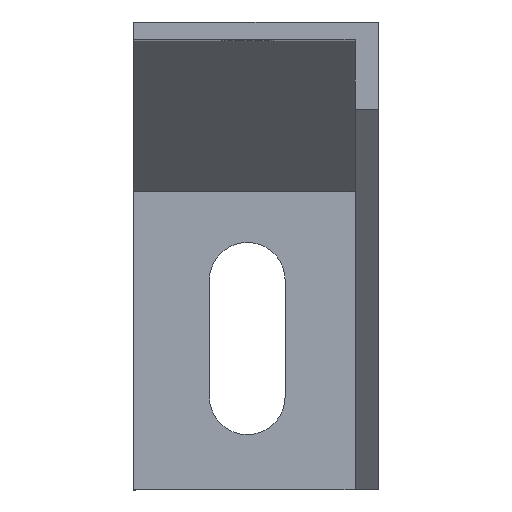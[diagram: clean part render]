
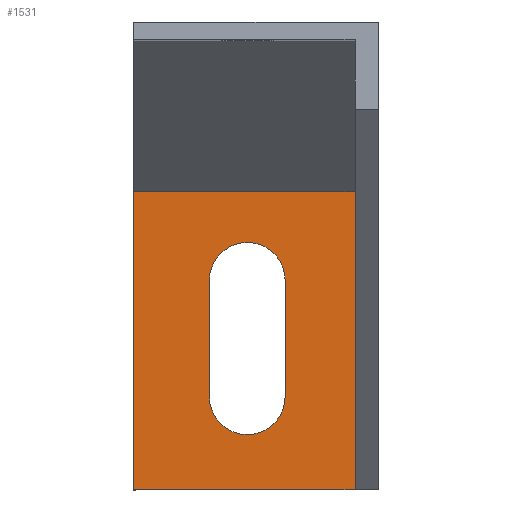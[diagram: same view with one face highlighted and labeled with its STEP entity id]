
A CAD part, top view. The second image highlights one B-rep face of the part: STEP entity #1531.
In plain terms, the highlighted face is planar.
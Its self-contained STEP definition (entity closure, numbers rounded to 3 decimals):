
#813=CIRCLE('',#1466,6.5);
#814=CIRCLE('',#1467,6.5);
#829=ORIENTED_EDGE('',*,*,#1161,.T.);
#830=ORIENTED_EDGE('',*,*,#1162,.T.);
#831=ORIENTED_EDGE('',*,*,#1163,.T.);
#832=ORIENTED_EDGE('',*,*,#1164,.T.);
#833=ORIENTED_EDGE('',*,*,#1165,.F.);
#834=ORIENTED_EDGE('',*,*,#1166,.F.);
#835=ORIENTED_EDGE('',*,*,#1167,.F.);
#836=ORIENTED_EDGE('',*,*,#1168,.F.);
#985=VECTOR('',#1313,1.);
#986=VECTOR('',#1314,1.);
#987=VECTOR('',#1315,1.);
#988=VECTOR('',#1316,1.);
#989=VECTOR('',#1317,1.);
#990=VECTOR('',#1320,1.);
#1047=LINE('',#1566,#985);
#1048=LINE('',#1568,#986);
#1049=LINE('',#1570,#987);
#1050=LINE('',#1571,#988);
#1051=LINE('',#1574,#989);
#1052=LINE('',#1578,#990);
#1109=VERTEX_POINT('',#1564);
#1110=VERTEX_POINT('',#1565);
#1111=VERTEX_POINT('',#1567);
#1112=VERTEX_POINT('',#1569);
#1113=VERTEX_POINT('',#1572);
#1114=VERTEX_POINT('',#1573);
#1115=VERTEX_POINT('',#1575);
#1116=VERTEX_POINT('',#1577);
#1161=EDGE_CURVE('',#1109,#1110,#1047,.T.);
#1162=EDGE_CURVE('',#1110,#1111,#1048,.T.);
#1163=EDGE_CURVE('',#1111,#1112,#1049,.T.);
#1164=EDGE_CURVE('',#1112,#1109,#1050,.T.);
#1165=EDGE_CURVE('',#1113,#1114,#1051,.T.);
#1166=EDGE_CURVE('',#1115,#1113,#813,.T.);
#1167=EDGE_CURVE('',#1116,#1115,#1052,.T.);
#1168=EDGE_CURVE('',#1114,#1116,#814,.T.);
#1239=EDGE_LOOP('',(#829,#830,#831,#832));
#1240=EDGE_LOOP('',(#833,#834,#835,#836));
#1275=FACE_BOUND('',#1239,.T.);
#1276=FACE_BOUND('',#1240,.T.);
#1311=DIRECTION('',(0.,1.,0.));
#1312=DIRECTION('',(1.,0.,0.));
#1313=DIRECTION('',(-51.19,0.,0.));
#1314=DIRECTION('',(0.,0.,38.));
#1315=DIRECTION('',(51.19,0.,0.));
#1316=DIRECTION('',(0.,0.,-38.));
#1317=DIRECTION('',(-20.,0.,0.));
#1318=DIRECTION('',(0.,1.,0.));
#1319=DIRECTION('',(-6.5,0.,0.));
#1320=DIRECTION('',(20.,0.,0.));
#1321=DIRECTION('',(0.,1.,0.));
#1322=DIRECTION('',(-6.5,0.,0.));
#1465=AXIS2_PLACEMENT_3D('',#1563,#1311,#1312);
#1466=AXIS2_PLACEMENT_3D('',#1576,#1318,#1319);
#1467=AXIS2_PLACEMENT_3D('',#1579,#1321,#1322);
#1511=PLANE('',#1465);
#1531=ADVANCED_FACE('',(#1275,#1276),#1511,.T.);
#1563=CARTESIAN_POINT('',(-1015.929,-615.872,0.));
#1564=CARTESIAN_POINT('',(-964.739,-615.872,-38.));
#1565=CARTESIAN_POINT('',(-1015.929,-615.872,-38.));
#1566=CARTESIAN_POINT('',(-964.739,-615.872,-38.));
#1567=CARTESIAN_POINT('',(-1015.929,-615.872,0.));
#1568=CARTESIAN_POINT('',(-1015.929,-615.872,-38.));
#1569=CARTESIAN_POINT('',(-964.739,-615.872,0.));
#1570=CARTESIAN_POINT('',(-1015.929,-615.872,0.));
#1571=CARTESIAN_POINT('',(-964.739,-615.872,0.));
#1572=CARTESIAN_POINT('',(-980.739,-615.872,-26.));
#1573=CARTESIAN_POINT('',(-1000.739,-615.872,-26.));
#1574=CARTESIAN_POINT('',(-980.739,-615.872,-26.));
#1575=CARTESIAN_POINT('',(-980.739,-615.872,-13.));
#1576=CARTESIAN_POINT('',(-980.739,-615.872,-19.5));
#1577=CARTESIAN_POINT('',(-1000.739,-615.872,-13.));
#1578=CARTESIAN_POINT('',(-1000.739,-615.872,-13.));
#1579=CARTESIAN_POINT('',(-1000.739,-615.872,-19.5));
